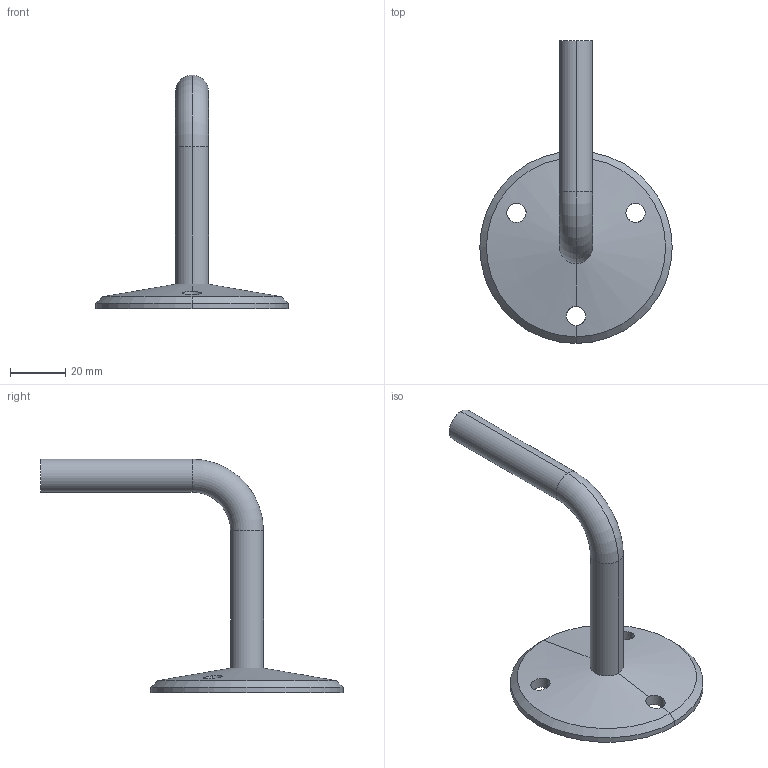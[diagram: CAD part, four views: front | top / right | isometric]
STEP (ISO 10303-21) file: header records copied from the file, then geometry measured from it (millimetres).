
FILE_DESCRIPTION (( 'STEP AP203' ), '1' );
FILE_NAME ('1460-I.STEP', '2018-12-03T14:01:02', ( '' ), ( '' ), 'SwSTEP 2.0', 'SolidWorks 2015', '' );
FILE_SCHEMA (( 'CONFIG_CONTROL_DESIGN' ));
Length unit declared in the file: millimetre
Products named in the file (1): 1460-I
Bounding box: 70 x 110 x 85 mm (x, y, z)
Volume: 30013.3 mm3; surface area: 13768.6 mm2
Topology: 1 solids, 1 shells, 192 faces, 509 edges, 335 vertices
Faces by surface type: plane 100, bspline 66, cone 12, cylinder 12, torus 2
Entity records: 9473 total; most frequent: CARTESIAN_POINT 5268, ORIENTED_EDGE 1014, DIRECTION 545, EDGE_CURVE 507, VERTEX_POINT 335, LINE 255, VECTOR 255, B_SPLINE_CURVE_WITH_KNOTS 234
